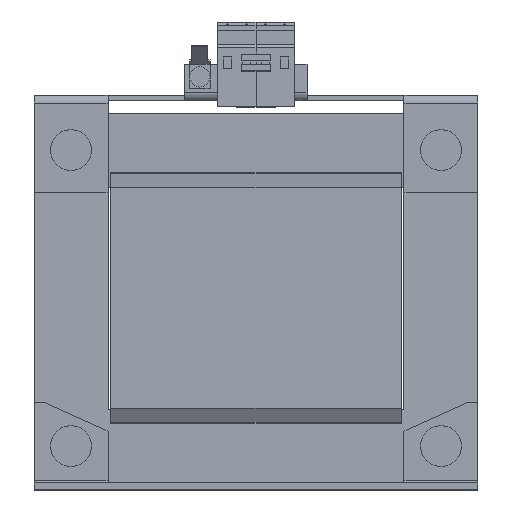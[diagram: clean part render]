
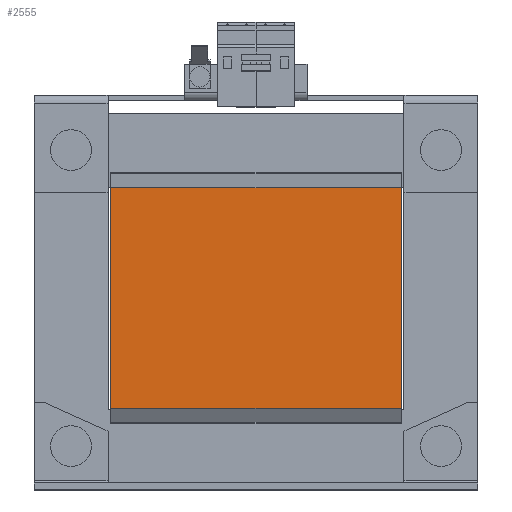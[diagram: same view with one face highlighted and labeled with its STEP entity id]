
A CAD part, top view. The second image highlights one B-rep face of the part: STEP entity #2555.
In plain terms, the highlighted planar face has unit normal (0, 0, 1).
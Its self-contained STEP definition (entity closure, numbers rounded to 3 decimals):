
#145 = ORIENTED_EDGE ( 'NONE', *, *, #9921, .T. ) ;
#472 = CARTESIAN_POINT ( 'NONE',  ( 57., -43.2, 59. ) ) ;
#486 = CARTESIAN_POINT ( 'NONE',  ( 57., 43.2, 59. ) ) ;
#940 = VECTOR ( 'NONE', #3875, 1000. ) ;
#1020 = VERTEX_POINT ( 'NONE', #2315 ) ;
#1923 = LINE ( 'NONE', #3087, #6890 ) ;
#2130 = CARTESIAN_POINT ( 'NONE',  ( -57., -43.2, 59. ) ) ;
#2210 = ORIENTED_EDGE ( 'NONE', *, *, #3393, .F. ) ;
#2220 = ORIENTED_EDGE ( 'NONE', *, *, #8072, .T. ) ;
#2315 = CARTESIAN_POINT ( 'NONE',  ( 57., 43.2, 59. ) ) ;
#2555 = ADVANCED_FACE ( 'NONE', ( #7790 ), #10247, .F. ) ;
#3087 = CARTESIAN_POINT ( 'NONE',  ( -57., -42.3, 59. ) ) ;
#3393 = EDGE_CURVE ( 'NONE', #1020, #4044, #7775, .T. ) ;
#3875 = DIRECTION ( 'NONE',  ( -1., 0., 0. ) ) ;
#4044 = VERTEX_POINT ( 'NONE', #472 ) ;
#4124 = VECTOR ( 'NONE', #6005, 1000. ) ;
#4799 = DIRECTION ( 'NONE',  ( 0., 0., -1. ) ) ;
#5121 = LINE ( 'NONE', #5576, #9958 ) ;
#5276 = AXIS2_PLACEMENT_3D ( 'NONE', #7576, #4799, #11167 ) ;
#5576 = CARTESIAN_POINT ( 'NONE',  ( 57., -43.2, 59. ) ) ;
#6005 = DIRECTION ( 'NONE',  ( 0., -1., 0. ) ) ;
#6073 = LINE ( 'NONE', #6599, #940 ) ;
#6599 = CARTESIAN_POINT ( 'NONE',  ( 57., 43.2, 59. ) ) ;
#6890 = VECTOR ( 'NONE', #10514, 1000. ) ;
#7576 = CARTESIAN_POINT ( 'NONE',  ( 57., -42.3, 59. ) ) ;
#7775 = LINE ( 'NONE', #486, #4124 ) ;
#7790 = FACE_OUTER_BOUND ( 'NONE', #8333, .T. ) ;
#7924 = ORIENTED_EDGE ( 'NONE', *, *, #9854, .F. ) ;
#8072 = EDGE_CURVE ( 'NONE', #1020, #8216, #6073, .T. ) ;
#8216 = VERTEX_POINT ( 'NONE', #9649 ) ;
#8333 = EDGE_LOOP ( 'NONE', ( #145, #7924, #2210, #2220 ) ) ;
#8825 = VERTEX_POINT ( 'NONE', #2130 ) ;
#9649 = CARTESIAN_POINT ( 'NONE',  ( -57., 43.2, 59. ) ) ;
#9854 = EDGE_CURVE ( 'NONE', #4044, #8825, #5121, .T. ) ;
#9921 = EDGE_CURVE ( 'NONE', #8216, #8825, #1923, .T. ) ;
#9958 = VECTOR ( 'NONE', #12059, 1000. ) ;
#10247 = PLANE ( 'NONE',  #5276 ) ;
#10514 = DIRECTION ( 'NONE',  ( 0., -1., 0. ) ) ;
#11167 = DIRECTION ( 'NONE',  ( -1., 0., 0. ) ) ;
#12059 = DIRECTION ( 'NONE',  ( -1., 0., 0. ) ) ;
